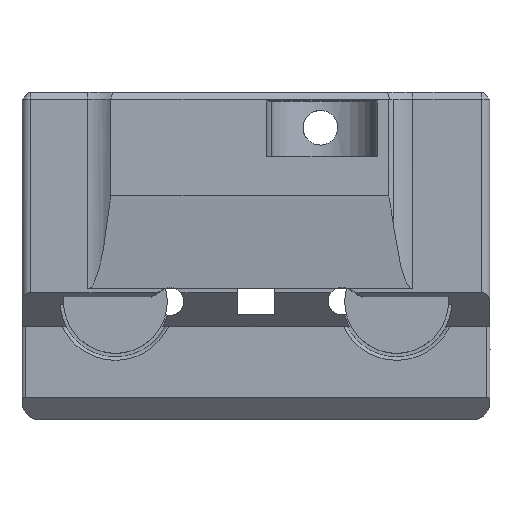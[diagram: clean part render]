
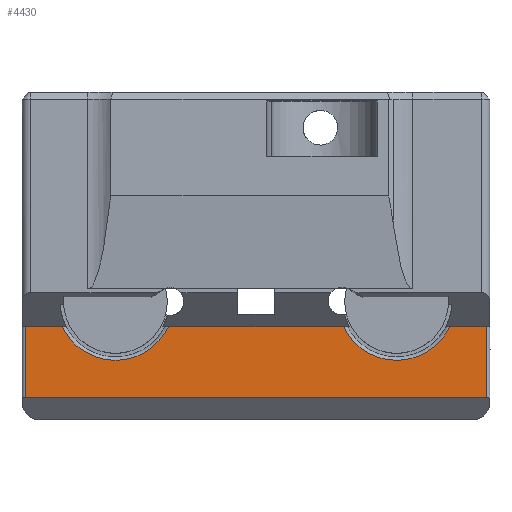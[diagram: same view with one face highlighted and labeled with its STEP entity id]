
A CAD part, top view. The second image highlights one B-rep face of the part: STEP entity #4430.
In plain terms, the highlighted planar face has unit normal (0, 0, 1).
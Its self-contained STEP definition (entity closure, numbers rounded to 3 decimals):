
#48=FACE_BOUND('',#750,.T.);
#49=FACE_BOUND('',#751,.T.);
#50=FACE_BOUND('',#752,.T.);
#368=PLANE('',#4716);
#485=FACE_OUTER_BOUND('',#749,.T.);
#749=EDGE_LOOP('',(#3065,#3066,#3067,#3068,#3069,#3070));
#750=EDGE_LOOP('',(#3071,#3072,#3073,#3074));
#751=EDGE_LOOP('',(#3075,#3076,#3077,#3078));
#752=EDGE_LOOP('',(#3079,#3080,#3081,#3082));
#1037=LINE('',#6722,#1421);
#1038=LINE('',#6724,#1422);
#1039=LINE('',#6726,#1423);
#1040=LINE('',#6728,#1424);
#1041=LINE('',#6729,#1425);
#1042=LINE('',#6732,#1426);
#1043=LINE('',#6736,#1427);
#1044=LINE('',#6742,#1428);
#1045=LINE('',#6745,#1429);
#1046=LINE('',#6748,#1430);
#1047=LINE('',#6750,#1431);
#1048=LINE('',#6752,#1432);
#1049=LINE('',#6753,#1433);
#1421=VECTOR('',#5103,10.);
#1422=VECTOR('',#5104,10.);
#1423=VECTOR('',#5105,10.);
#1424=VECTOR('',#5106,10.);
#1425=VECTOR('',#5107,10.);
#1426=VECTOR('',#5108,10.);
#1427=VECTOR('',#5111,10.);
#1428=VECTOR('',#5116,10.);
#1429=VECTOR('',#5119,10.);
#1430=VECTOR('',#5120,10.);
#1431=VECTOR('',#5121,10.);
#1432=VECTOR('',#5122,10.);
#1433=VECTOR('',#5123,10.);
#1787=CIRCLE('',#4717,5.);
#1788=CIRCLE('',#4718,1.);
#1789=CIRCLE('',#4719,3.4);
#1790=CIRCLE('',#4720,3.4);
#1791=CIRCLE('',#4721,1.);
#1915=VERTEX_POINT('',#6718);
#1916=VERTEX_POINT('',#6719);
#1917=VERTEX_POINT('',#6721);
#1918=VERTEX_POINT('',#6723);
#1919=VERTEX_POINT('',#6725);
#1920=VERTEX_POINT('',#6727);
#1921=VERTEX_POINT('',#6730);
#1922=VERTEX_POINT('',#6731);
#1923=VERTEX_POINT('',#6733);
#1924=VERTEX_POINT('',#6735);
#1925=VERTEX_POINT('',#6738);
#1926=VERTEX_POINT('',#6739);
#1927=VERTEX_POINT('',#6741);
#1928=VERTEX_POINT('',#6743);
#1929=VERTEX_POINT('',#6746);
#1930=VERTEX_POINT('',#6747);
#1931=VERTEX_POINT('',#6749);
#1932=VERTEX_POINT('',#6751);
#2360=EDGE_CURVE('',#1915,#1916,#1787,.T.);
#2361=EDGE_CURVE('',#1917,#1916,#1037,.T.);
#2362=EDGE_CURVE('',#1918,#1917,#1038,.T.);
#2363=EDGE_CURVE('',#1919,#1918,#1039,.T.);
#2364=EDGE_CURVE('',#1920,#1919,#1040,.T.);
#2365=EDGE_CURVE('',#1915,#1920,#1041,.T.);
#2366=EDGE_CURVE('',#1921,#1922,#1042,.T.);
#2367=EDGE_CURVE('',#1923,#1921,#1788,.T.);
#2368=EDGE_CURVE('',#1924,#1923,#1043,.T.);
#2369=EDGE_CURVE('',#1922,#1924,#1789,.T.);
#2370=EDGE_CURVE('',#1925,#1926,#1790,.T.);
#2371=EDGE_CURVE('',#1927,#1925,#1044,.T.);
#2372=EDGE_CURVE('',#1928,#1927,#1791,.T.);
#2373=EDGE_CURVE('',#1926,#1928,#1045,.T.);
#2374=EDGE_CURVE('',#1929,#1930,#1046,.T.);
#2375=EDGE_CURVE('',#1931,#1929,#1047,.T.);
#2376=EDGE_CURVE('',#1932,#1931,#1048,.T.);
#2377=EDGE_CURVE('',#1930,#1932,#1049,.T.);
#3065=ORIENTED_EDGE('',*,*,#2360,.T.);
#3066=ORIENTED_EDGE('',*,*,#2361,.F.);
#3067=ORIENTED_EDGE('',*,*,#2362,.F.);
#3068=ORIENTED_EDGE('',*,*,#2363,.F.);
#3069=ORIENTED_EDGE('',*,*,#2364,.F.);
#3070=ORIENTED_EDGE('',*,*,#2365,.F.);
#3071=ORIENTED_EDGE('',*,*,#2366,.F.);
#3072=ORIENTED_EDGE('',*,*,#2367,.F.);
#3073=ORIENTED_EDGE('',*,*,#2368,.F.);
#3074=ORIENTED_EDGE('',*,*,#2369,.F.);
#3075=ORIENTED_EDGE('',*,*,#2370,.F.);
#3076=ORIENTED_EDGE('',*,*,#2371,.F.);
#3077=ORIENTED_EDGE('',*,*,#2372,.F.);
#3078=ORIENTED_EDGE('',*,*,#2373,.F.);
#3079=ORIENTED_EDGE('',*,*,#2374,.F.);
#3080=ORIENTED_EDGE('',*,*,#2375,.F.);
#3081=ORIENTED_EDGE('',*,*,#2376,.F.);
#3082=ORIENTED_EDGE('',*,*,#2377,.F.);
#4430=ADVANCED_FACE('',(#485,#48,#49,#50),#368,.T.);
#4716=AXIS2_PLACEMENT_3D('',#6717,#5099,#5100);
#4717=AXIS2_PLACEMENT_3D('',#6720,#5101,#5102);
#4718=AXIS2_PLACEMENT_3D('',#6734,#5109,#5110);
#4719=AXIS2_PLACEMENT_3D('',#6737,#5112,#5113);
#4720=AXIS2_PLACEMENT_3D('',#6740,#5114,#5115);
#4721=AXIS2_PLACEMENT_3D('',#6744,#5117,#5118);
#5099=DIRECTION('center_axis',(0.,0.,
1.));
#5100=DIRECTION('ref_axis',(1.,0.,0.));
#5101=DIRECTION('center_axis',(0.,0.,
-1.));
#5102=DIRECTION('ref_axis',(-1.,-0.027,0.));
#5103=DIRECTION('',(1.,0.,0.));
#5104=DIRECTION('',(0.,1.,0.));
#5105=DIRECTION('',(-1.,0.,0.));
#5106=DIRECTION('',(0.,-1.,0.));
#5107=DIRECTION('',(1.,0.,0.));
#5108=DIRECTION('',(-0.754,0.656,0.));
#5109=DIRECTION('center_axis',(0.,0.,
1.));
#5110=DIRECTION('ref_axis',(0.,-1.,0.));
#5111=DIRECTION('',(0.754,0.656,0.));
#5112=DIRECTION('center_axis',(0.,0.,
1.));
#5113=DIRECTION('ref_axis',(0.,1.,0.));
#5114=DIRECTION('center_axis',(0.,0.,
1.));
#5115=DIRECTION('ref_axis',(0.,-1.,0.));
#5116=DIRECTION('',(0.75,-0.661,0.));
#5117=DIRECTION('center_axis',(0.,0.,
1.));
#5118=DIRECTION('ref_axis',(0.,1.,0.));
#5119=DIRECTION('',(-0.759,-0.651,0.));
#5120=DIRECTION('',(-1.,0.,0.));
#5121=DIRECTION('',(0.,1.,0.));
#5122=DIRECTION('',(1.,0.,0.));
#5123=DIRECTION('',(0.,-1.,0.));
#6717=CARTESIAN_POINT('Origin',(135.699,288.145,-14.129));
#6718=CARTESIAN_POINT('',(135.527,288.399,-14.129));
#6719=CARTESIAN_POINT('',(128.972,288.399,-14.129));
#6720=CARTESIAN_POINT('Origin',(132.25,292.176,-14.129));
#6721=CARTESIAN_POINT('',(122.382,288.399,-14.129));
#6722=CARTESIAN_POINT('',(135.699,288.399,-14.129));
#6723=CARTESIAN_POINT('',(122.382,279.146,-14.129));
#6724=CARTESIAN_POINT('',(122.382,283.835,-14.129));
#6725=CARTESIAN_POINT('',(149.016,279.146,-14.129));
#6726=CARTESIAN_POINT('',(135.699,279.146,-14.129));
#6727=CARTESIAN_POINT('',(149.016,288.399,-14.129));
#6728=CARTESIAN_POINT('',(149.016,283.835,-14.129));
#6729=CARTESIAN_POINT('',(135.699,288.399,-14.129));
#6730=CARTESIAN_POINT('',(131.18,285.57,-14.129));
#6731=CARTESIAN_POINT('',(130.719,285.971,-14.129));
#6732=CARTESIAN_POINT('',(131.709,285.109,-14.129));
#6733=CARTESIAN_POINT('',(131.18,283.777,-14.129));
#6734=CARTESIAN_POINT('Origin',(130.737,284.673,-14.129));
#6735=CARTESIAN_POINT('',(130.719,283.376,-14.129));
#6736=CARTESIAN_POINT('',(133.428,285.733,-14.129));
#6737=CARTESIAN_POINT('Origin',(127.577,284.673,-14.129));
#6738=CARTESIAN_POINT('',(140.669,283.397,-14.129));
#6739=CARTESIAN_POINT('',(140.687,285.992,-14.129));
#6740=CARTESIAN_POINT('Origin',(143.821,284.673,-14.129));
#6741=CARTESIAN_POINT('',(140.211,283.8,-14.129));
#6742=CARTESIAN_POINT('',(137.981,285.764,-14.129));
#6743=CARTESIAN_POINT('',(140.223,285.594,-14.129));
#6744=CARTESIAN_POINT('Origin',(140.659,284.694,-14.129));
#6745=CARTESIAN_POINT('',(139.669,285.119,-14.129));
#6746=CARTESIAN_POINT('',(136.949,285.623,-14.129));
#6747=CARTESIAN_POINT('',(134.449,285.623,-14.129));
#6748=CARTESIAN_POINT('',(135.174,285.623,-14.129));
#6749=CARTESIAN_POINT('',(136.949,283.723,-14.129));
#6750=CARTESIAN_POINT('',(136.949,286.684,-14.129));
#6751=CARTESIAN_POINT('',(134.449,283.723,-14.129));
#6752=CARTESIAN_POINT('',(136.224,283.723,-14.129));
#6753=CARTESIAN_POINT('',(134.449,286.134,-14.129));
